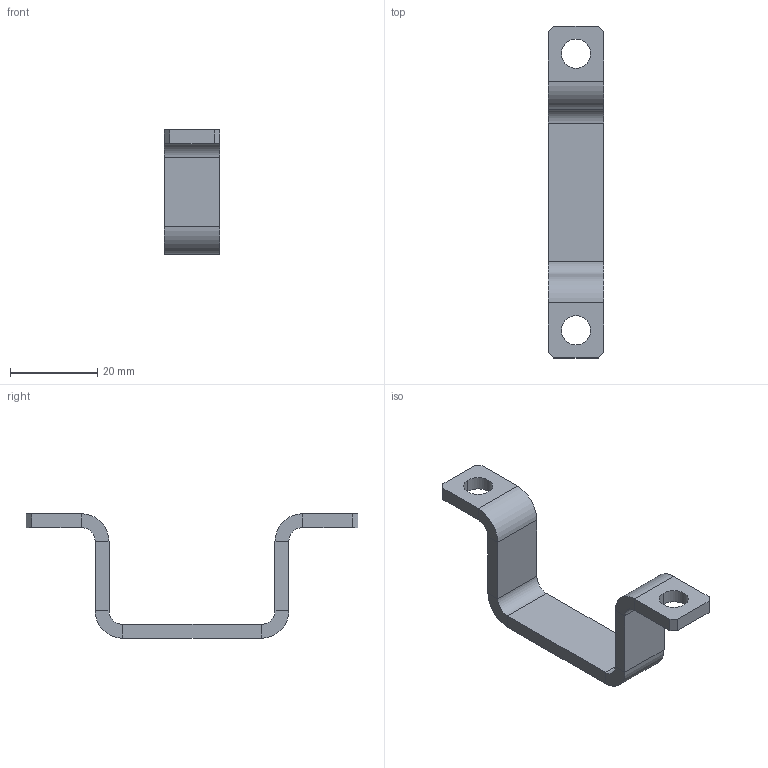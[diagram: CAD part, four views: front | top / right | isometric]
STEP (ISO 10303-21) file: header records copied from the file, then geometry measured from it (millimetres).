
FILE_DESCRIPTION (( 'STEP AP214' ), '1' );
FILE_NAME ('LR19-Lx19Climbing Handle.STEP', '2018-05-15T15:39:53', ( '' ), ( '' ), 'SwSTEP 2.0', 'SolidWorks 2017', '' );
FILE_SCHEMA (( 'AUTOMOTIVE_DESIGN' ));
Length unit declared in the file: inch
Products named in the file (1): LR19-Lx19Climbing Handle
Bounding box: 12.7 x 76.2 x 28.57 mm (x, y, z)
Volume: 4556.8 mm3; surface area: 3829.9 mm2
Topology: 1 solids, 1 shells, 46 faces, 100 edges, 56 vertices
Faces by surface type: plane 34, cylinder 12
Entity records: 1260 total; most frequent: DIRECTION 218, CARTESIAN_POINT 203, ORIENTED_EDGE 200, EDGE_CURVE 100, LINE 76, VECTOR 76, AXIS2_PLACEMENT_3D 71, VERTEX_POINT 56
